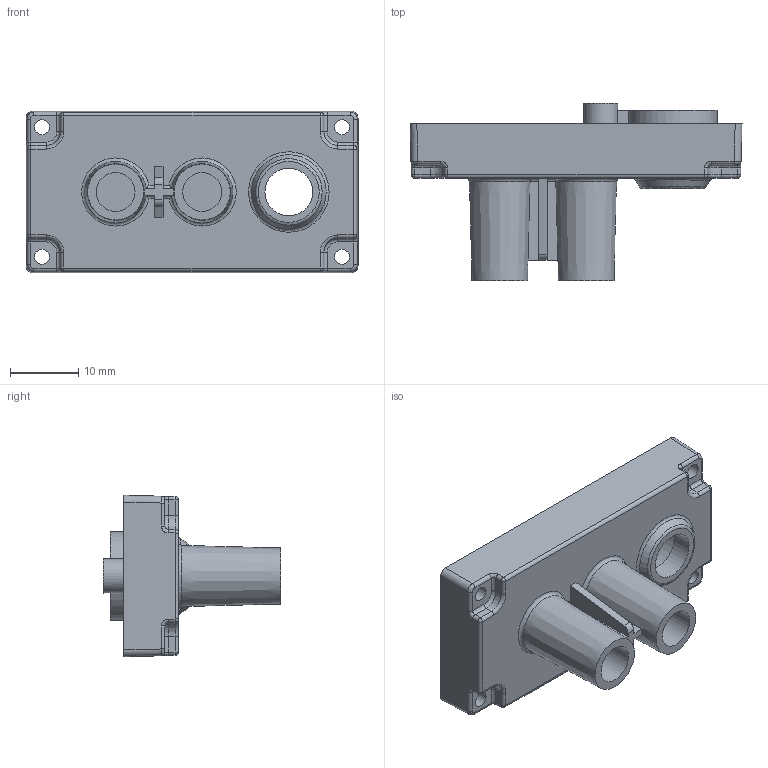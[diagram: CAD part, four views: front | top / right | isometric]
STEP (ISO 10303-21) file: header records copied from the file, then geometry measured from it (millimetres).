
FILE_DESCRIPTION(/* description */ (''),/* implementation_level */ '2;1');
FILE_NAME(/* name */ '276-2177-003 Rev1_MIR_MIR.ipt.step',/* time_stamp */ '2020-04-16T23:05:30-04:00',/* author */ ('Josef'),/* organization */ (''),/* preprocessor_version */ 'ST-DEVELOPER v17',/* originating_system */ 'Autodesk Inventor 2019',/* authorisation */ '');
FILE_SCHEMA (('AUTOMOTIVE_DESIGN { 1 0 10303 214 3 1 1 }'));
Length unit declared in the file: inch
Products named in the file (1): 276-2177-003 Rev1_MIR_MIR
Bounding box: 48.69 x 26 x 23.69 mm (x, y, z)
Volume: 4781.8 mm3; surface area: 6888.5 mm2
Topology: 1 solids, 1 shells, 231 faces, 619 edges, 399 vertices
Faces by surface type: plane 103, cylinder 79, bspline 16, cone 13, torus 12, sphere 8
Full cylindrical faces by diameter (mm): 2.1 x1, 2.2 x4, 5 x1, 5.7 x2, 6.5 x1, 7 x1, 8.5 x1
Entity records: 8667 total; most frequent: CARTESIAN_POINT 2525, DIRECTION 1254, ORIENTED_EDGE 1238, EDGE_CURVE 619, AXIS2_PLACEMENT_3D 470, VERTEX_POINT 399, LINE 314, VECTOR 314
